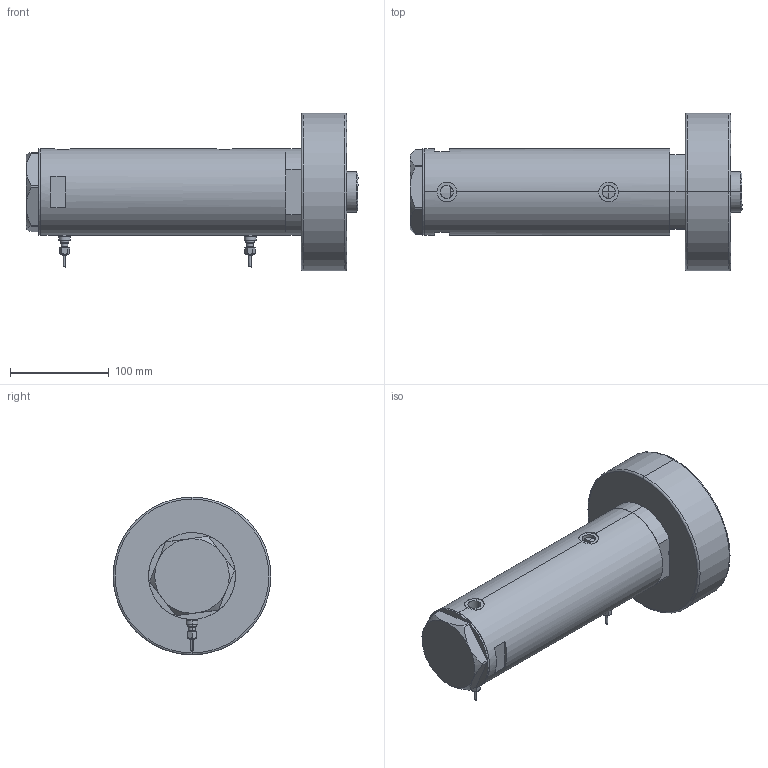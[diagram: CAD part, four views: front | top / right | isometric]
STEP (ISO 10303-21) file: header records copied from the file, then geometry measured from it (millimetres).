
FILE_DESCRIPTION (( 'STEP AP203' ), '1' );
FILE_NAME ('c007.STEP', '2022-04-14T21:51:04', ( '' ), ( '' ), 'SwSTEP 2.0', 'SolidWorks 2019', '' );
FILE_SCHEMA (( 'CONFIG_CONTROL_DESIGN' ));
Length unit declared in the file: millimetre
Products named in the file (7): V270CG_BACK 380e3444441ed7451490eba1f4286290; V270CG_FRONT 380e3444441ed7451490eba1f4286290; V270CG_271C 380e3444441ed7451490eba1f4286290; V270CG_VC 380e3444441ed7451490eba1f4286290; V270CG_SWITCH 380e3444441ed7451490eba1f4286290; c007; V270CG_MIDDLE 380e3444441ed7451490eba1f4286290
Assembly tree (7 placements, depth 2):
  c007
    V270CG_MIDDLE 380e3444441ed7451490eba1f4286290
    V270CG_BACK 380e3444441ed7451490eba1f4286290
    V270CG_FRONT 380e3444441ed7451490eba1f4286290
    V270CG_VC 380e3444441ed7451490eba1f4286290
    V270CG_271C 380e3444441ed7451490eba1f4286290
    V270CG_SWITCH 380e3444441ed7451490eba1f4286290  x2
Bounding box: 336.47 x 160 x 160 mm (x, y, z)
Volume: 2446032.3 mm3; surface area: 312123 mm2
Topology: 7 solids, 7 shells, 242 faces, 530 edges, 319 vertices
Faces by surface type: plane 83, cylinder 81, cone 48, torus 28, bspline 2
Entity records: 6909 total; most frequent: CARTESIAN_POINT 1901, DIRECTION 952, ORIENTED_EDGE 840, EDGE_CURVE 420, AXIS2_PLACEMENT_3D 400, VERTEX_POINT 255, EDGE_LOOP 215, CIRCLE 202
